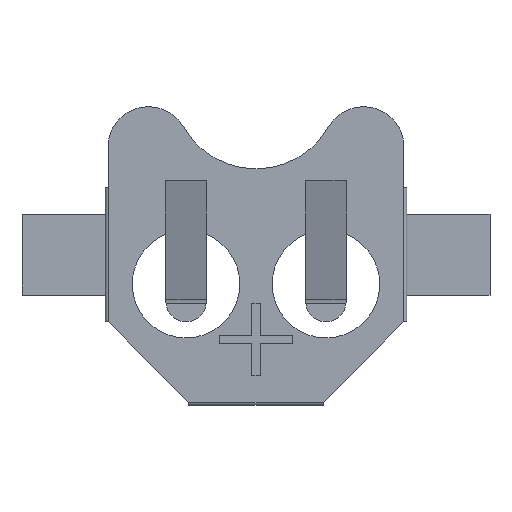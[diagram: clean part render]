
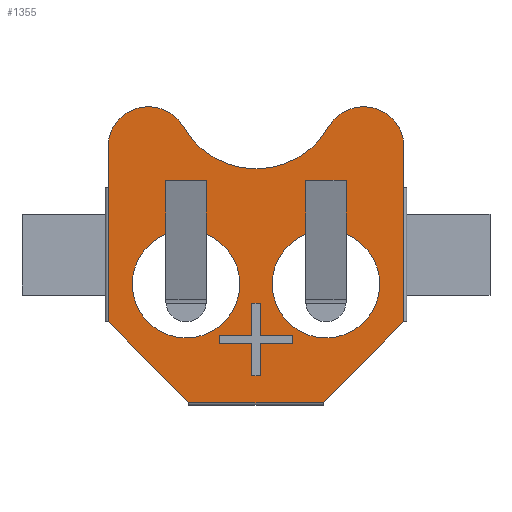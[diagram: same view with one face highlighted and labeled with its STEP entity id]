
A CAD part, top view. The second image highlights one B-rep face of the part: STEP entity #1355.
In plain terms, the highlighted planar face has unit normal (0, 0, 1).
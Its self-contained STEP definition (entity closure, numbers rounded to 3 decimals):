
#339 = VERTEX_POINT('',#340);
#340 = CARTESIAN_POINT('',(-3.35,3.262,3.21));
#347 = EDGE_CURVE('',#348,#339,#350,.T.);
#348 = VERTEX_POINT('',#349);
#349 = CARTESIAN_POINT('',(-3.35,3.254,3.21));
#350 = LINE('',#351,#352);
#351 = CARTESIAN_POINT('',(-3.35,3.252,3.21));
#352 = VECTOR('',#353,1.);
#353 = DIRECTION('',(0.,1.,0.));
#355 = EDGE_CURVE('',#348,#356,#358,.T.);
#356 = VERTEX_POINT('',#357);
#357 = CARTESIAN_POINT('',(-3.35,1.254,3.21));
#358 = LINE('',#359,#360);
#359 = CARTESIAN_POINT('',(-3.35,3.252,3.21));
#360 = VECTOR('',#361,1.);
#361 = DIRECTION('',(0.,-1.,0.));
#429 = EDGE_CURVE('',#356,#430,#432,.T.);
#430 = VERTEX_POINT('',#431);
#431 = CARTESIAN_POINT('',(-1.85,1.254,3.21));
#432 = CIRCLE('',#433,2.);
#433 = AXIS2_PLACEMENT_3D('',#434,#435,#436);
#434 = CARTESIAN_POINT('',(-2.6,-0.6,3.21));
#435 = DIRECTION('',(0.,0.,1.));
#436 = DIRECTION('',(1.,0.,0.));
#464 = EDGE_CURVE('',#430,#465,#467,.T.);
#465 = VERTEX_POINT('',#466);
#466 = CARTESIAN_POINT('',(-1.85,3.254,3.21));
#467 = LINE('',#468,#469);
#468 = CARTESIAN_POINT('',(-1.85,4.252,3.21));
#469 = VECTOR('',#470,1.);
#470 = DIRECTION('',(0.,1.,0.));
#472 = EDGE_CURVE('',#465,#473,#475,.T.);
#473 = VERTEX_POINT('',#474);
#474 = CARTESIAN_POINT('',(-1.85,3.262,3.21));
#475 = LINE('',#476,#477);
#476 = CARTESIAN_POINT('',(-1.85,4.252,3.21));
#477 = VECTOR('',#478,1.);
#478 = DIRECTION('',(0.,1.,0.));
#497 = VERTEX_POINT('',#498);
#498 = CARTESIAN_POINT('',(-2.701,5.25,3.21));
#504 = EDGE_CURVE('',#497,#505,#507,.T.);
#505 = VERTEX_POINT('',#506);
#506 = CARTESIAN_POINT('',(-5.5,4.5,3.21));
#507 = CIRCLE('',#508,1.5);
#508 = AXIS2_PLACEMENT_3D('',#509,#510,#511);
#509 = CARTESIAN_POINT('',(-4.,4.5,3.21));
#510 = DIRECTION('',(0.,0.,1.));
#511 = DIRECTION('',(1.,0.,0.));
#529 = EDGE_CURVE('',#497,#530,#532,.T.);
#530 = VERTEX_POINT('',#531);
#531 = CARTESIAN_POINT('',(2.701,5.25,3.21));
#532 = CIRCLE('',#533,3.114);
#533 = AXIS2_PLACEMENT_3D('',#534,#535,#536);
#534 = CARTESIAN_POINT('',(0.,6.8,3.21));
#535 = DIRECTION('',(0.,0.,1.));
#536 = DIRECTION('',(1.,0.,0.));
#554 = EDGE_CURVE('',#505,#555,#557,.T.);
#555 = VERTEX_POINT('',#556);
#556 = CARTESIAN_POINT('',(-5.5,3.,3.21));
#557 = LINE('',#558,#559);
#558 = CARTESIAN_POINT('',(-5.5,4.5,3.21));
#559 = VECTOR('',#560,1.);
#560 = DIRECTION('',(0.,-1.,0.));
#578 = VERTEX_POINT('',#579);
#579 = CARTESIAN_POINT('',(5.5,4.5,3.21));
#585 = EDGE_CURVE('',#578,#530,#586,.T.);
#586 = CIRCLE('',#587,1.5);
#587 = AXIS2_PLACEMENT_3D('',#588,#589,#590);
#588 = CARTESIAN_POINT('',(4.,4.5,3.21));
#589 = DIRECTION('',(0.,0.,1.));
#590 = DIRECTION('',(1.,0.,0.));
#668 = VERTEX_POINT('',#669);
#669 = CARTESIAN_POINT('',(5.5,3.,3.21));
#675 = EDGE_CURVE('',#668,#578,#676,.T.);
#676 = LINE('',#677,#678);
#677 = CARTESIAN_POINT('',(5.5,3.,3.21));
#678 = VECTOR('',#679,1.);
#679 = DIRECTION('',(0.,1.,0.));
#692 = VERTEX_POINT('',#693);
#693 = CARTESIAN_POINT('',(-5.5,-2.,3.21));
#699 = EDGE_CURVE('',#692,#700,#702,.T.);
#700 = VERTEX_POINT('',#701);
#701 = CARTESIAN_POINT('',(-2.5,-5.,3.21));
#702 = LINE('',#703,#704);
#703 = CARTESIAN_POINT('',(-5.5,-2.,3.21));
#704 = VECTOR('',#705,1.);
#705 = DIRECTION('',(0.707,-0.707,0.));
#837 = VERTEX_POINT('',#838);
#838 = CARTESIAN_POINT('',(2.5,-5.,3.21));
#844 = EDGE_CURVE('',#837,#845,#847,.T.);
#845 = VERTEX_POINT('',#846);
#846 = CARTESIAN_POINT('',(5.5,-2.,3.21));
#847 = LINE('',#848,#849);
#848 = CARTESIAN_POINT('',(2.5,-5.,3.21));
#849 = VECTOR('',#850,1.);
#850 = DIRECTION('',(0.707,0.707,0.));
#959 = VERTEX_POINT('',#960);
#960 = CARTESIAN_POINT('',(1.85,3.262,3.21));
#967 = EDGE_CURVE('',#968,#959,#970,.T.);
#968 = VERTEX_POINT('',#969);
#969 = CARTESIAN_POINT('',(1.85,3.254,3.21));
#970 = LINE('',#971,#972);
#971 = CARTESIAN_POINT('',(1.85,3.252,3.21));
#972 = VECTOR('',#973,1.);
#973 = DIRECTION('',(0.,1.,0.));
#975 = EDGE_CURVE('',#968,#976,#978,.T.);
#976 = VERTEX_POINT('',#977);
#977 = CARTESIAN_POINT('',(1.85,1.254,3.21));
#978 = LINE('',#979,#980);
#979 = CARTESIAN_POINT('',(1.85,3.252,3.21));
#980 = VECTOR('',#981,1.);
#981 = DIRECTION('',(0.,-1.,0.));
#1049 = EDGE_CURVE('',#976,#1050,#1052,.T.);
#1050 = VERTEX_POINT('',#1051);
#1051 = CARTESIAN_POINT('',(3.35,1.254,3.21));
#1052 = CIRCLE('',#1053,2.);
#1053 = AXIS2_PLACEMENT_3D('',#1054,#1055,#1056);
#1054 = CARTESIAN_POINT('',(2.6,-0.6,3.21));
#1055 = DIRECTION('',(0.,0.,1.));
#1056 = DIRECTION('',(1.,0.,0.));
#1084 = EDGE_CURVE('',#1050,#1085,#1087,.T.);
#1085 = VERTEX_POINT('',#1086);
#1086 = CARTESIAN_POINT('',(3.35,3.254,3.21));
#1087 = LINE('',#1088,#1089);
#1088 = CARTESIAN_POINT('',(3.35,4.252,3.21));
#1089 = VECTOR('',#1090,1.);
#1090 = DIRECTION('',(0.,1.,0.));
#1092 = EDGE_CURVE('',#1085,#1093,#1095,.T.);
#1093 = VERTEX_POINT('',#1094);
#1094 = CARTESIAN_POINT('',(3.35,3.262,3.21));
#1095 = LINE('',#1096,#1097);
#1096 = CARTESIAN_POINT('',(3.35,4.252,3.21));
#1097 = VECTOR('',#1098,1.);
#1098 = DIRECTION('',(0.,1.,0.));
#1345 = EDGE_CURVE('',#339,#473,#1346,.T.);
#1346 = LINE('',#1347,#1348);
#1347 = CARTESIAN_POINT('',(-3.35,3.262,3.21));
#1348 = VECTOR('',#1349,1.);
#1349 = DIRECTION('',(1.,0.,0.));
#1355 = ADVANCED_FACE('',(#1356,#1369,#1396,#1494),#1502,.F.);
#1356 = FACE_BOUND('',#1357,.F.);
#1357 = EDGE_LOOP('',(#1358,#1359,#1360,#1361,#1362,#1363));
#1358 = ORIENTED_EDGE('',*,*,#967,.F.);
#1359 = ORIENTED_EDGE('',*,*,#975,.T.);
#1360 = ORIENTED_EDGE('',*,*,#1049,.T.);
#1361 = ORIENTED_EDGE('',*,*,#1084,.T.);
#1362 = ORIENTED_EDGE('',*,*,#1092,.T.);
#1363 = ORIENTED_EDGE('',*,*,#1364,.F.);
#1364 = EDGE_CURVE('',#959,#1093,#1365,.T.);
#1365 = LINE('',#1366,#1367);
#1366 = CARTESIAN_POINT('',(1.85,3.262,3.21));
#1367 = VECTOR('',#1368,1.);
#1368 = DIRECTION('',(1.,0.,0.));
#1369 = FACE_BOUND('',#1370,.F.);
#1370 = EDGE_LOOP('',(#1371,#1377,#1378,#1379,#1380,#1381,#1382,#1388,
    #1389,#1395));
#1371 = ORIENTED_EDGE('',*,*,#1372,.F.);
#1372 = EDGE_CURVE('',#555,#692,#1373,.T.);
#1373 = LINE('',#1374,#1375);
#1374 = CARTESIAN_POINT('',(-5.5,3.,3.21));
#1375 = VECTOR('',#1376,1.);
#1376 = DIRECTION('',(0.,-1.,0.));
#1377 = ORIENTED_EDGE('',*,*,#554,.F.);
#1378 = ORIENTED_EDGE('',*,*,#504,.F.);
#1379 = ORIENTED_EDGE('',*,*,#529,.T.);
#1380 = ORIENTED_EDGE('',*,*,#585,.F.);
#1381 = ORIENTED_EDGE('',*,*,#675,.F.);
#1382 = ORIENTED_EDGE('',*,*,#1383,.T.);
#1383 = EDGE_CURVE('',#668,#845,#1384,.T.);
#1384 = LINE('',#1385,#1386);
#1385 = CARTESIAN_POINT('',(5.5,3.,3.21));
#1386 = VECTOR('',#1387,1.);
#1387 = DIRECTION('',(0.,-1.,0.));
#1388 = ORIENTED_EDGE('',*,*,#844,.F.);
#1389 = ORIENTED_EDGE('',*,*,#1390,.F.);
#1390 = EDGE_CURVE('',#700,#837,#1391,.T.);
#1391 = LINE('',#1392,#1393);
#1392 = CARTESIAN_POINT('',(-2.5,-5.,3.21));
#1393 = VECTOR('',#1394,1.);
#1394 = DIRECTION('',(1.,0.,0.));
#1395 = ORIENTED_EDGE('',*,*,#699,.F.);
#1396 = FACE_BOUND('',#1397,.F.);
#1397 = EDGE_LOOP('',(#1398,#1408,#1416,#1424,#1432,#1440,#1448,#1456,
    #1464,#1472,#1480,#1488));
#1398 = ORIENTED_EDGE('',*,*,#1399,.F.);
#1399 = EDGE_CURVE('',#1400,#1402,#1404,.T.);
#1400 = VERTEX_POINT('',#1401);
#1401 = CARTESIAN_POINT('',(0.15,-4.,3.21));
#1402 = VERTEX_POINT('',#1403);
#1403 = CARTESIAN_POINT('',(-0.15,-4.,3.21));
#1404 = LINE('',#1405,#1406);
#1405 = CARTESIAN_POINT('',(0.15,-4.,3.21));
#1406 = VECTOR('',#1407,1.);
#1407 = DIRECTION('',(-1.,0.,0.));
#1408 = ORIENTED_EDGE('',*,*,#1409,.F.);
#1409 = EDGE_CURVE('',#1410,#1400,#1412,.T.);
#1410 = VERTEX_POINT('',#1411);
#1411 = CARTESIAN_POINT('',(0.15,-2.8,3.21));
#1412 = LINE('',#1413,#1414);
#1413 = CARTESIAN_POINT('',(0.15,-2.8,3.21));
#1414 = VECTOR('',#1415,1.);
#1415 = DIRECTION('',(0.,-1.,0.));
#1416 = ORIENTED_EDGE('',*,*,#1417,.F.);
#1417 = EDGE_CURVE('',#1418,#1410,#1420,.T.);
#1418 = VERTEX_POINT('',#1419);
#1419 = CARTESIAN_POINT('',(1.35,-2.8,3.21));
#1420 = LINE('',#1421,#1422);
#1421 = CARTESIAN_POINT('',(1.35,-2.8,3.21));
#1422 = VECTOR('',#1423,1.);
#1423 = DIRECTION('',(-1.,0.,0.));
#1424 = ORIENTED_EDGE('',*,*,#1425,.F.);
#1425 = EDGE_CURVE('',#1426,#1418,#1428,.T.);
#1426 = VERTEX_POINT('',#1427);
#1427 = CARTESIAN_POINT('',(1.35,-2.5,3.21));
#1428 = LINE('',#1429,#1430);
#1429 = CARTESIAN_POINT('',(1.35,-2.5,3.21));
#1430 = VECTOR('',#1431,1.);
#1431 = DIRECTION('',(0.,-1.,0.));
#1432 = ORIENTED_EDGE('',*,*,#1433,.F.);
#1433 = EDGE_CURVE('',#1434,#1426,#1436,.T.);
#1434 = VERTEX_POINT('',#1435);
#1435 = CARTESIAN_POINT('',(0.15,-2.5,3.21));
#1436 = LINE('',#1437,#1438);
#1437 = CARTESIAN_POINT('',(0.15,-2.5,3.21));
#1438 = VECTOR('',#1439,1.);
#1439 = DIRECTION('',(1.,0.,0.));
#1440 = ORIENTED_EDGE('',*,*,#1441,.F.);
#1441 = EDGE_CURVE('',#1442,#1434,#1444,.T.);
#1442 = VERTEX_POINT('',#1443);
#1443 = CARTESIAN_POINT('',(0.15,-1.3,3.21));
#1444 = LINE('',#1445,#1446);
#1445 = CARTESIAN_POINT('',(0.15,-1.3,3.21));
#1446 = VECTOR('',#1447,1.);
#1447 = DIRECTION('',(0.,-1.,0.));
#1448 = ORIENTED_EDGE('',*,*,#1449,.F.);
#1449 = EDGE_CURVE('',#1450,#1442,#1452,.T.);
#1450 = VERTEX_POINT('',#1451);
#1451 = CARTESIAN_POINT('',(-0.15,-1.3,3.21));
#1452 = LINE('',#1453,#1454);
#1453 = CARTESIAN_POINT('',(-0.15,-1.3,3.21));
#1454 = VECTOR('',#1455,1.);
#1455 = DIRECTION('',(1.,0.,0.));
#1456 = ORIENTED_EDGE('',*,*,#1457,.F.);
#1457 = EDGE_CURVE('',#1458,#1450,#1460,.T.);
#1458 = VERTEX_POINT('',#1459);
#1459 = CARTESIAN_POINT('',(-0.15,-2.5,3.21));
#1460 = LINE('',#1461,#1462);
#1461 = CARTESIAN_POINT('',(-0.15,-2.5,3.21));
#1462 = VECTOR('',#1463,1.);
#1463 = DIRECTION('',(0.,1.,0.));
#1464 = ORIENTED_EDGE('',*,*,#1465,.F.);
#1465 = EDGE_CURVE('',#1466,#1458,#1468,.T.);
#1466 = VERTEX_POINT('',#1467);
#1467 = CARTESIAN_POINT('',(-1.35,-2.5,3.21));
#1468 = LINE('',#1469,#1470);
#1469 = CARTESIAN_POINT('',(-1.35,-2.5,3.21));
#1470 = VECTOR('',#1471,1.);
#1471 = DIRECTION('',(1.,0.,0.));
#1472 = ORIENTED_EDGE('',*,*,#1473,.F.);
#1473 = EDGE_CURVE('',#1474,#1466,#1476,.T.);
#1474 = VERTEX_POINT('',#1475);
#1475 = CARTESIAN_POINT('',(-1.35,-2.8,3.21));
#1476 = LINE('',#1477,#1478);
#1477 = CARTESIAN_POINT('',(-1.35,-2.8,3.21));
#1478 = VECTOR('',#1479,1.);
#1479 = DIRECTION('',(0.,1.,0.));
#1480 = ORIENTED_EDGE('',*,*,#1481,.F.);
#1481 = EDGE_CURVE('',#1482,#1474,#1484,.T.);
#1482 = VERTEX_POINT('',#1483);
#1483 = CARTESIAN_POINT('',(-0.15,-2.8,3.21));
#1484 = LINE('',#1485,#1486);
#1485 = CARTESIAN_POINT('',(-0.15,-2.8,3.21));
#1486 = VECTOR('',#1487,1.);
#1487 = DIRECTION('',(-1.,0.,0.));
#1488 = ORIENTED_EDGE('',*,*,#1489,.F.);
#1489 = EDGE_CURVE('',#1402,#1482,#1490,.T.);
#1490 = LINE('',#1491,#1492);
#1491 = CARTESIAN_POINT('',(-0.15,-4.,3.21));
#1492 = VECTOR('',#1493,1.);
#1493 = DIRECTION('',(0.,1.,0.));
#1494 = FACE_BOUND('',#1495,.F.);
#1495 = EDGE_LOOP('',(#1496,#1497,#1498,#1499,#1500,#1501));
#1496 = ORIENTED_EDGE('',*,*,#347,.F.);
#1497 = ORIENTED_EDGE('',*,*,#355,.T.);
#1498 = ORIENTED_EDGE('',*,*,#429,.T.);
#1499 = ORIENTED_EDGE('',*,*,#464,.T.);
#1500 = ORIENTED_EDGE('',*,*,#472,.T.);
#1501 = ORIENTED_EDGE('',*,*,#1345,.F.);
#1502 = PLANE('',#1503);
#1503 = AXIS2_PLACEMENT_3D('',#1504,#1505,#1506);
#1504 = CARTESIAN_POINT('',(-2.701,5.25,3.21));
#1505 = DIRECTION('',(0.,0.,-1.));
#1506 = DIRECTION('',(-1.,0.,0.));
